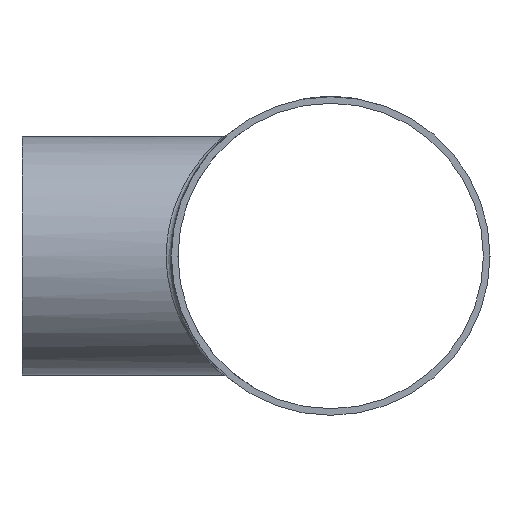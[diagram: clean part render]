
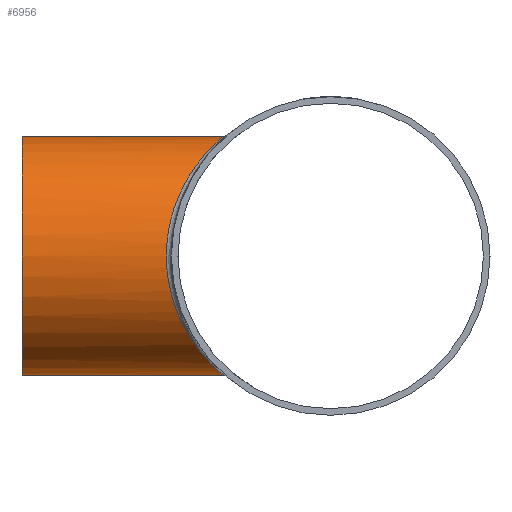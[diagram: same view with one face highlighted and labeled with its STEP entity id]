
A CAD part, left-side view. The second image highlights one B-rep face of the part: STEP entity #6956.
In plain terms, the highlighted cylindrical face has radius 38.1 mm (diameter 76.2 mm), a full revolution.
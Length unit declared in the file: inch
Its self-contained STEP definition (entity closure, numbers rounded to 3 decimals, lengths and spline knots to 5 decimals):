
#141=FACE_BOUND('',#1282,.T.);
#867=FACE_OUTER_BOUND('',#1281,.T.);
#1281=EDGE_LOOP('',(#6500));
#1282=EDGE_LOOP('',(#6501));
#1406=CIRCLE('',#7379,1.5);
#2737=B_SPLINE_CURVE_WITH_KNOTS('',3,(#14863,#14864,#14865,#14866,#14867,
#14868,#14869,#14870,#14871,#14872,#14873,#14874,#14875,#14876,#14877,#14878,
#14879,#14880,#14881,#14882,#14883,#14884,#14885,#14886,#14887),
 .UNSPECIFIED.,.T.,.F.,(4,1,1,1,1,1,1,1,1,1,1,1,1,1,1,1,1,1,1,1,1,1,4),
(0.,0.86793,1.73586,3.47173,4.62897,
5.78621,6.94346,8.1007,9.25794,10.41519,
11.57243,12.15105,12.72967,13.88691,15.04416,
16.2014,17.35864,18.51589,19.67313,20.83037,
22.56624,23.43417,24.3021),.UNSPECIFIED.);
#3422=VERTEX_POINT('',#14861);
#3423=VERTEX_POINT('',#14889);
#4452=EDGE_CURVE('',#3422,#3422,#2737,.T.);
#4453=EDGE_CURVE('',#3423,#3423,#1406,.T.);
#6500=ORIENTED_EDGE('',*,*,#4453,.T.);
#6501=ORIENTED_EDGE('',*,*,#4452,.F.);
#6552=CYLINDRICAL_SURFACE('',#7378,1.5);
#6956=ADVANCED_FACE('',(#867,#141),#6552,.T.);
#7378=AXIS2_PLACEMENT_3D('',#14888,#8717,#8718);
#7379=AXIS2_PLACEMENT_3D('',#14890,#8719,#8720);
#8717=DIRECTION('center_axis',(0.,-1.,0.));
#8718=DIRECTION('ref_axis',(1.,0.,0.));
#8719=DIRECTION('center_axis',(0.,-1.,0.));
#8720=DIRECTION('ref_axis',(1.,0.,0.));
#14861=CARTESIAN_POINT('',(0.,1.34629,1.5));
#14863=CARTESIAN_POINT('Ctrl Pts',(0.,1.34622,
1.50003));
#14864=CARTESIAN_POINT('Ctrl Pts',(-0.11774,1.34622,1.50002));
#14865=CARTESIAN_POINT('Ctrl Pts',(-0.35323,1.38156,
1.47158));
#14866=CARTESIAN_POINT('Ctrl Pts',(-0.77229,1.55011,
1.31752));
#14867=CARTESIAN_POINT('Ctrl Pts',(-1.13842,1.78877,1.02632));
#14868=CARTESIAN_POINT('Ctrl Pts',(-1.40855,1.98991,0.58004));
#14869=CARTESIAN_POINT('Ctrl Pts',(-1.52057,2.07902,0.12102));
#14870=CARTESIAN_POINT('Ctrl Pts',(-1.48193,2.04794,-0.35774));
#14871=CARTESIAN_POINT('Ctrl Pts',(-1.30532,1.91107,-0.78252));
#14872=CARTESIAN_POINT('Ctrl Pts',(-1.02788,1.7141,-1.1199));
#14873=CARTESIAN_POINT('Ctrl Pts',(-0.67369,1.50408,
-1.36368));
#14874=CARTESIAN_POINT('Ctrl Pts',(-0.31462,1.36944,
-1.4811));
#14875=CARTESIAN_POINT('Ctrl Pts',(-0.00002,1.33853,
-1.50632));
#14876=CARTESIAN_POINT('Ctrl Pts',(0.31464,1.36942,-1.48112));
#14877=CARTESIAN_POINT('Ctrl Pts',(0.67378,1.50413,-1.36363));
#14878=CARTESIAN_POINT('Ctrl Pts',(1.02783,1.71413,-1.11989));
#14879=CARTESIAN_POINT('Ctrl Pts',(1.30536,1.91106,-0.78247));
#14880=CARTESIAN_POINT('Ctrl Pts',(1.48196,2.04796,-0.3577));
#14881=CARTESIAN_POINT('Ctrl Pts',(1.52056,2.07901,0.12104));
#14882=CARTESIAN_POINT('Ctrl Pts',(1.40855,1.9899,0.58007));
#14883=CARTESIAN_POINT('Ctrl Pts',(1.1384,1.78875,1.02633));
#14884=CARTESIAN_POINT('Ctrl Pts',(0.77229,1.55011,1.31752));
#14885=CARTESIAN_POINT('Ctrl Pts',(0.35322,1.38156,1.47158));
#14886=CARTESIAN_POINT('Ctrl Pts',(0.11774,1.34622,1.50003));
#14887=CARTESIAN_POINT('Ctrl Pts',(0.,1.34622,
1.50003));
#14888=CARTESIAN_POINT('Origin',(0.,3.875,0.));
#14889=CARTESIAN_POINT('',(-1.5,3.875,0.));
#14890=CARTESIAN_POINT('Origin',(0.,3.875,0.));
